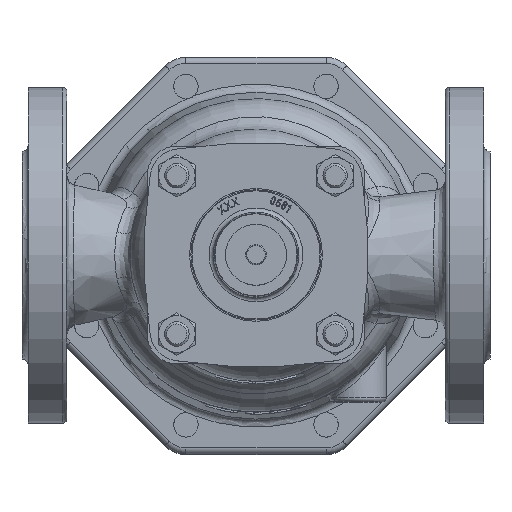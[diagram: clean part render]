
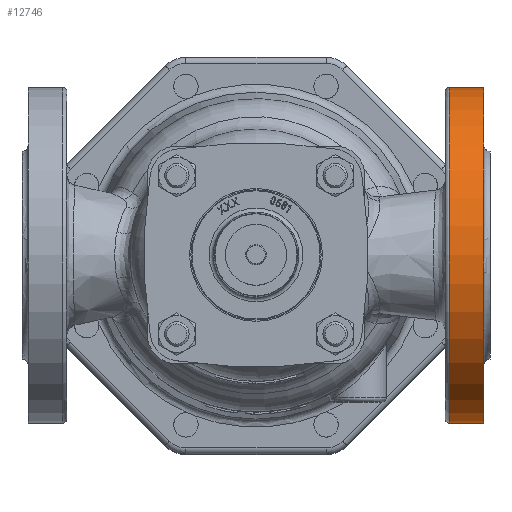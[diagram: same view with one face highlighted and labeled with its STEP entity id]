
A CAD part, top view. The second image highlights one B-rep face of the part: STEP entity #12746.
In plain terms, the highlighted cylindrical face has radius 82.5 mm (diameter 165 mm), a full revolution.
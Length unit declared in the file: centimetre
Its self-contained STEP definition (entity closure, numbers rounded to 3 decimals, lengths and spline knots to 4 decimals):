
#2595=FACE_BOUND('',#4525,.T.);
#2763=CYLINDRICAL_SURFACE('',#13848,8.25);
#3509=FACE_OUTER_BOUND('',#4524,.T.);
#4524=EDGE_LOOP('',(#11429));
#4525=EDGE_LOOP('',(#11430));
#5124=CIRCLE('',#13847,8.25);
#5125=CIRCLE('',#13849,8.25);
#6333=VERTEX_POINT('',#29135);
#6334=VERTEX_POINT('',#29138);
#8053=EDGE_CURVE('',#6333,#6333,#5124,.T.);
#8054=EDGE_CURVE('',#6334,#6334,#5125,.T.);
#11429=ORIENTED_EDGE('',*,*,#8054,.T.);
#11430=ORIENTED_EDGE('',*,*,#8053,.F.);
#12746=ADVANCED_FACE('',(#3509,#2595),#2763,.T.);
#13847=AXIS2_PLACEMENT_3D('',#29136,#16760,#16761);
#13848=AXIS2_PLACEMENT_3D('',#29137,#16762,#16763);
#13849=AXIS2_PLACEMENT_3D('',#29139,#16764,#16765);
#16760=DIRECTION('center_axis',(-1.,0.,0.));
#16761=DIRECTION('ref_axis',(0.,0.,-1.));
#16762=DIRECTION('center_axis',(-1.,0.,0.));
#16763=DIRECTION('ref_axis',(0.,0.,1.));
#16764=DIRECTION('center_axis',(-1.,0.,0.));
#16765=DIRECTION('ref_axis',(0.,0.,1.));
#29135=CARTESIAN_POINT('',(8.3227,0.1635,20.735));
#29136=CARTESIAN_POINT('Origin',(8.3227,0.1635,12.485));
#29137=CARTESIAN_POINT('Origin',(9.0727,0.1635,12.485));
#29138=CARTESIAN_POINT('',(10.0227,0.1635,20.735));
#29139=CARTESIAN_POINT('Origin',(10.0227,0.1635,12.485));
